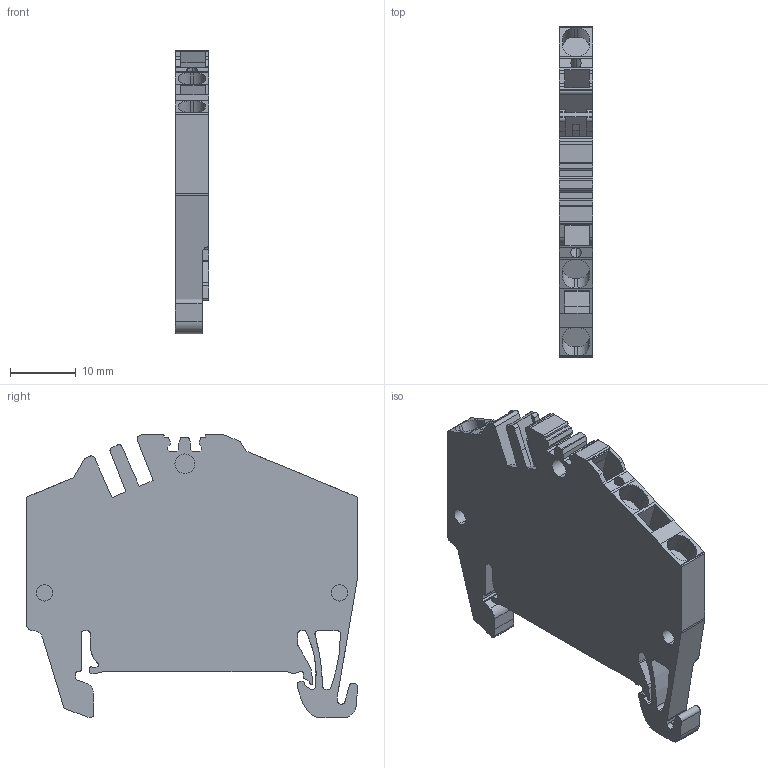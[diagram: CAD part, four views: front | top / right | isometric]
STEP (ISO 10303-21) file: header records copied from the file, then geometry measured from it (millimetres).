
FILE_DESCRIPTION(('CATIA V5R22 STEP214','CAx-IF Rec.Pracs.--- Model Styling and Organization---1.4--- 2014-01-23'),'2;1');
FILE_NAME ('019113-3_0', '2021-03-01T12:54:17+00:00', ('Weidmueller Interface'), ('Weidmueller'), 'CATIA Version 5-6 Release 2016 SP3 HF44', 'CATIA V5 STEP AP214', 'none');
FILE_SCHEMA(('AUTOMOTIVE_DESIGN { 1 0 10303 214 1 1 1 1 }'));
Length unit declared in the file: millimetre
Products named in the file (1): 1706010000_ZDU_2-5-2_3AN
Bounding box: 5.1 x 50.5 x 43.25 mm (x, y, z)
Volume: 7089.1 mm3; surface area: 5484.3 mm2
Topology: 1 solids, 1 shells, 304 faces, 894 edges, 596 vertices
Faces by surface type: plane 192, cylinder 110, extrusion 2
Entity records: 9709 total; most frequent: CARTESIAN_POINT 1871, ORIENTED_EDGE 1788, DIRECTION 1351, EDGE_CURVE 894, VECTOR 670, LINE 668, VERTEX_POINT 596, AXIS2_PLACEMENT_3D 448
